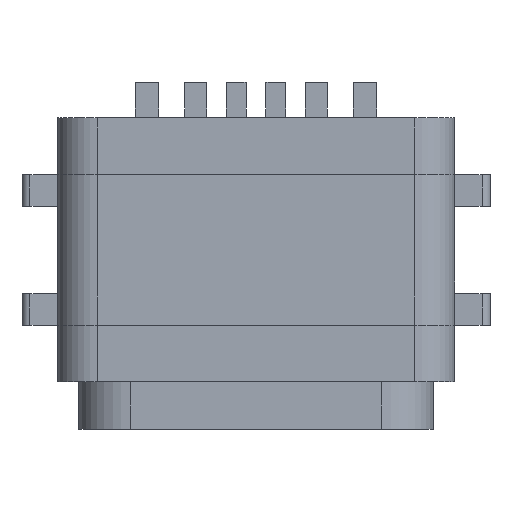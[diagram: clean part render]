
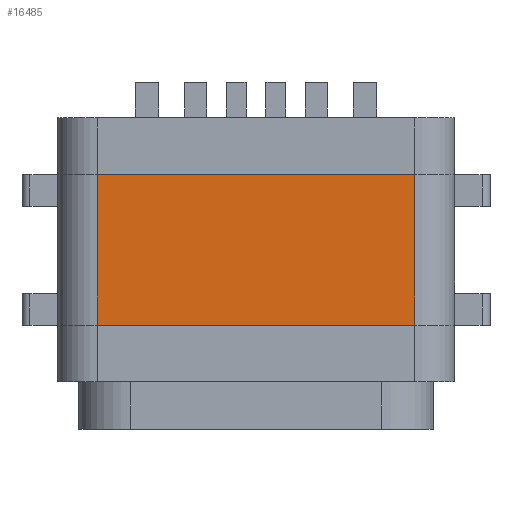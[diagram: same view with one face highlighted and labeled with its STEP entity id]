
A CAD part, top view. The second image highlights one B-rep face of the part: STEP entity #16485.
In plain terms, the highlighted planar face has unit normal (0, 0, 1).
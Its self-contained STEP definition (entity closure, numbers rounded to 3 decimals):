
#223 = EDGE_LOOP ( 'NONE', ( #11418, #1481, #2588, #15308 ) ) ;
#1481 = ORIENTED_EDGE ( 'NONE', *, *, #14447, .F. ) ;
#1895 = VERTEX_POINT ( 'NONE', #17553 ) ;
#2588 = ORIENTED_EDGE ( 'NONE', *, *, #7682, .F. ) ;
#2758 = CARTESIAN_POINT ( 'NONE',  ( -4., -1.9, 2.3 ) ) ;
#4203 = CARTESIAN_POINT ( 'NONE',  ( 4., 1.9, 2.3 ) ) ;
#5199 = AXIS2_PLACEMENT_3D ( 'NONE', #19270, #6939, #12897 ) ;
#6839 = EDGE_CURVE ( 'NONE', #14694, #15023, #17565, .T. ) ;
#6939 = DIRECTION ( 'NONE',  ( 0., 0., -1. ) ) ;
#7682 = EDGE_CURVE ( 'NONE', #1895, #8975, #18157, .T. ) ;
#7727 = VECTOR ( 'NONE', #17468, 1000. ) ;
#8613 = FACE_OUTER_BOUND ( 'NONE', #223, .T. ) ;
#8975 = VERTEX_POINT ( 'NONE', #12961 ) ;
#9906 = PLANE ( 'NONE',  #5199 ) ;
#10403 = CARTESIAN_POINT ( 'NONE',  ( -4., 1.9, 2.3 ) ) ;
#11418 = ORIENTED_EDGE ( 'NONE', *, *, #6839, .T. ) ;
#11489 = LINE ( 'NONE', #17577, #16259 ) ;
#12469 = CARTESIAN_POINT ( 'NONE',  ( -4., -1.9, 2.3 ) ) ;
#12897 = DIRECTION ( 'NONE',  ( -1., 0., 0. ) ) ;
#12961 = CARTESIAN_POINT ( 'NONE',  ( 4., 1.9, 2.3 ) ) ;
#14447 = EDGE_CURVE ( 'NONE', #8975, #15023, #19306, .T. ) ;
#14694 = VERTEX_POINT ( 'NONE', #12469 ) ;
#15023 = VERTEX_POINT ( 'NONE', #18627 ) ;
#15255 = DIRECTION ( 'NONE',  ( 1., 0., 0. ) ) ;
#15308 = ORIENTED_EDGE ( 'NONE', *, *, #15741, .T. ) ;
#15741 = EDGE_CURVE ( 'NONE', #1895, #14694, #11489, .T. ) ;
#15866 = DIRECTION ( 'NONE',  ( 0., -1., 0. ) ) ;
#16259 = VECTOR ( 'NONE', #15866, 1000. ) ;
#16485 = ADVANCED_FACE ( 'NONE', ( #8613 ), #9906, .F. ) ;
#16559 = VECTOR ( 'NONE', #16712, 1000. ) ;
#16712 = DIRECTION ( 'NONE',  ( 0., -1., 0. ) ) ;
#17468 = DIRECTION ( 'NONE',  ( 1., 0., 0. ) ) ;
#17553 = CARTESIAN_POINT ( 'NONE',  ( -4., 1.9, 2.3 ) ) ;
#17565 = LINE ( 'NONE', #2758, #7727 ) ;
#17577 = CARTESIAN_POINT ( 'NONE',  ( -4., 1.9, 2.3 ) ) ;
#17950 = VECTOR ( 'NONE', #15255, 1000. ) ;
#18157 = LINE ( 'NONE', #10403, #17950 ) ;
#18627 = CARTESIAN_POINT ( 'NONE',  ( 4., -1.9, 2.3 ) ) ;
#19270 = CARTESIAN_POINT ( 'NONE',  ( -4., 1.9, 2.3 ) ) ;
#19306 = LINE ( 'NONE', #4203, #16559 ) ;
